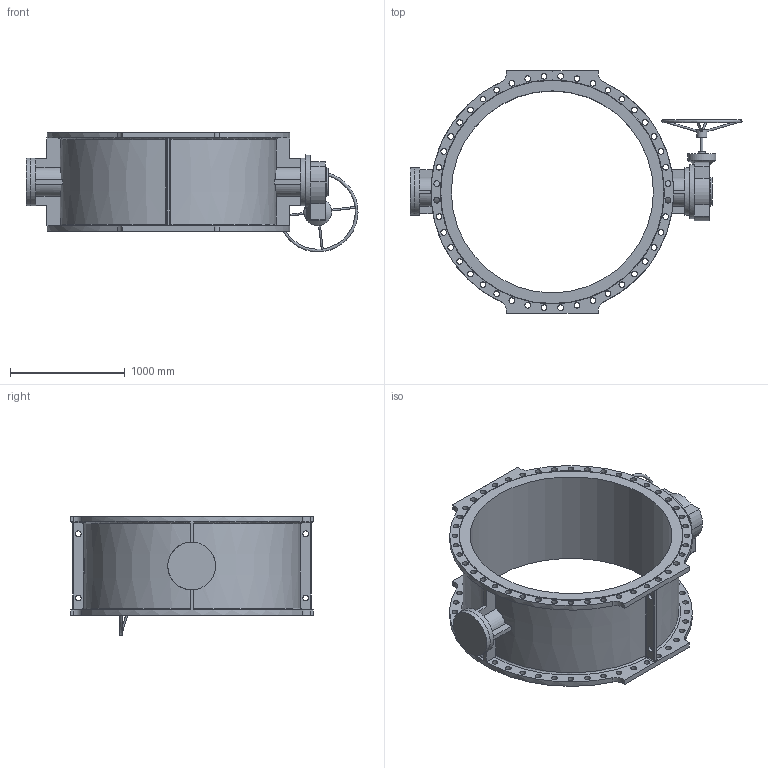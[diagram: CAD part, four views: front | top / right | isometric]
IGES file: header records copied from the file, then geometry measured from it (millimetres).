
Start section: SolidWorks IGES file using analytic representation for surfaces
Global section: file name: O_756_1_DN1800_0XXXXXX_AA0.igs; native system: SolidWorks 2012; preprocessor: SolidWorks 2012; author: pbm; date: 180413.075607; units: millimetre
Bounding box: 2891.82 x 2115 x 1044.8 mm (x, y, z)
Surface area: 16472527.8 mm2 (no closed solid volume)
Topology: 0 solids, 0 shells, 355 faces, 1958 edges, 1742 vertices
Faces by surface type: revolution 189, bspline 166
